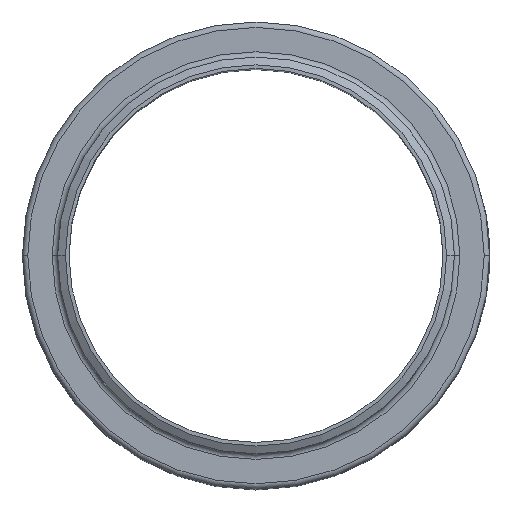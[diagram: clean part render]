
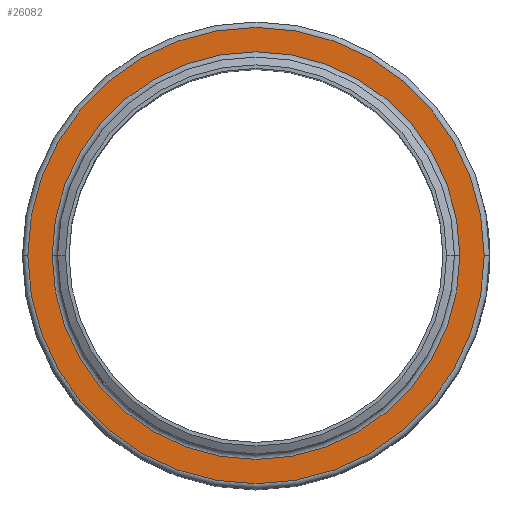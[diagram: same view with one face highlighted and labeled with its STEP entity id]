
A CAD part, top view. The second image highlights one B-rep face of the part: STEP entity #26082.
In plain terms, the highlighted planar face has unit normal (0, 0, 1).
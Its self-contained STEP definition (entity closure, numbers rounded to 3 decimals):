
#590 = ORIENTED_EDGE ( 'NONE', *, *, #5275, .T. ) ;
#768 = CARTESIAN_POINT ( 'NONE',  ( -112.55, 0., -50. ) ) ;
#1136 = CARTESIAN_POINT ( 'NONE',  ( 0., 0., -50. ) ) ;
#1292 = ORIENTED_EDGE ( 'NONE', *, *, #12207, .T. ) ;
#2425 = CARTESIAN_POINT ( 'NONE',  ( 0., 0., -50. ) ) ;
#2461 = DIRECTION ( 'NONE',  ( 0., 0., -1. ) ) ;
#2738 = CARTESIAN_POINT ( 'NONE',  ( -126., 0., -50. ) ) ;
#3437 = FACE_BOUND ( 'NONE', #12423, .T. ) ;
#3748 = CARTESIAN_POINT ( 'NONE',  ( 112.55, 0., -50. ) ) ;
#3842 = DIRECTION ( 'NONE',  ( 0., 0., -1. ) ) ;
#4627 = DIRECTION ( 'NONE',  ( 0., 0., -1. ) ) ;
#5275 = EDGE_CURVE ( 'NONE', #25588, #19567, #23140, .T. ) ;
#7575 = DIRECTION ( 'NONE',  ( -1., 0., 0. ) ) ;
#9553 = DIRECTION ( 'NONE',  ( -1., 0., 0. ) ) ;
#9846 = CIRCLE ( 'NONE', #15561, 126. ) ;
#10432 = ORIENTED_EDGE ( 'NONE', *, *, #18062, .T. ) ;
#11250 = AXIS2_PLACEMENT_3D ( 'NONE', #2425, #4627, #12918 ) ;
#12207 = EDGE_CURVE ( 'NONE', #16703, #21518, #16348, .T. ) ;
#12423 = EDGE_LOOP ( 'NONE', ( #590, #10432 ) ) ;
#12541 = DIRECTION ( 'NONE',  ( -1., 0., 0. ) ) ;
#12918 = DIRECTION ( 'NONE',  ( -1., 0., 0. ) ) ;
#13230 = CARTESIAN_POINT ( 'NONE',  ( 126., 0., -50. ) ) ;
#15561 = AXIS2_PLACEMENT_3D ( 'NONE', #1136, #22528, #9553 ) ;
#15939 = DIRECTION ( 'NONE',  ( 0., 0., 1. ) ) ;
#16348 = CIRCLE ( 'NONE', #21210, 126. ) ;
#16614 = EDGE_CURVE ( 'NONE', #21518, #16703, #9846, .T. ) ;
#16703 = VERTEX_POINT ( 'NONE', #2738 ) ;
#18062 = EDGE_CURVE ( 'NONE', #19567, #25588, #18251, .T. ) ;
#18251 = CIRCLE ( 'NONE', #22209, 112.55 ) ;
#19567 = VERTEX_POINT ( 'NONE', #3748 ) ;
#19939 = CARTESIAN_POINT ( 'NONE',  ( 0., 0., -50. ) ) ;
#21210 = AXIS2_PLACEMENT_3D ( 'NONE', #19939, #15939, #26179 ) ;
#21518 = VERTEX_POINT ( 'NONE', #13230 ) ;
#22209 = AXIS2_PLACEMENT_3D ( 'NONE', #24565, #2461, #12541 ) ;
#22237 = AXIS2_PLACEMENT_3D ( 'NONE', #22616, #3842, #7575 ) ;
#22455 = ORIENTED_EDGE ( 'NONE', *, *, #16614, .T. ) ;
#22528 = DIRECTION ( 'NONE',  ( 0., 0., 1. ) ) ;
#22616 = CARTESIAN_POINT ( 'NONE',  ( 0., 109.55, -50. ) ) ;
#23140 = CIRCLE ( 'NONE', #11250, 112.55 ) ;
#24565 = CARTESIAN_POINT ( 'NONE',  ( 0., 0., -50. ) ) ;
#25588 = VERTEX_POINT ( 'NONE', #768 ) ;
#26082 = ADVANCED_FACE ( 'NONE', ( #3437, #26505 ), #26782, .F. ) ;
#26179 = DIRECTION ( 'NONE',  ( -1., 0., 0. ) ) ;
#26505 = FACE_OUTER_BOUND ( 'NONE', #27139, .T. ) ;
#26782 = PLANE ( 'NONE',  #22237 ) ;
#27139 = EDGE_LOOP ( 'NONE', ( #1292, #22455 ) ) ;
